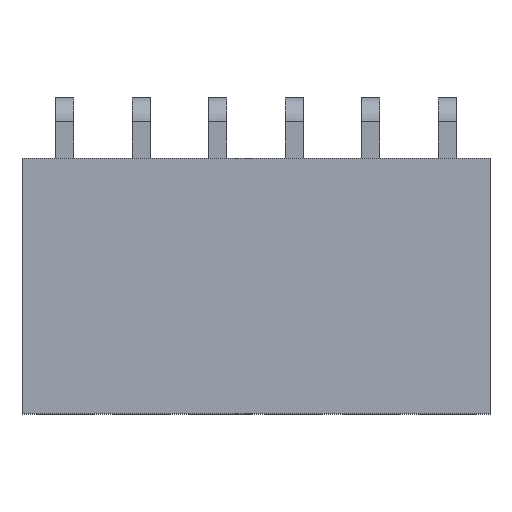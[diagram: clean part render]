
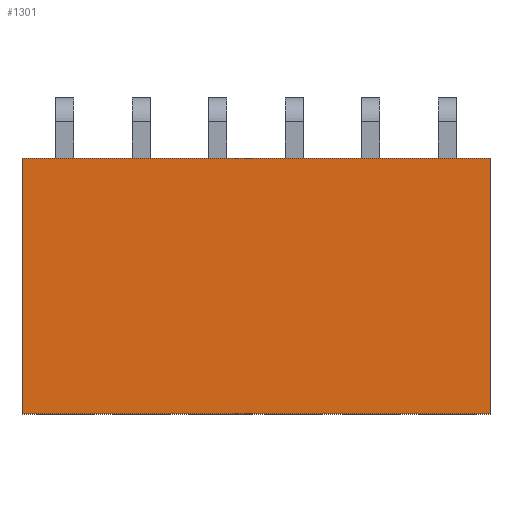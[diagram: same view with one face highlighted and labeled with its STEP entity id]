
A CAD part, top view. The second image highlights one B-rep face of the part: STEP entity #1301.
In plain terms, the highlighted planar face has unit normal (0, 0, 1).
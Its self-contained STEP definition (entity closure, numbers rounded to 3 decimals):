
#1301=ADVANCED_FACE('',(#2495),#2497,.T.);
#2495=FACE_BOUND('',#2496,.T.);
#2496=EDGE_LOOP('',(#3478,#3479,#3480,#3481));
#2497=PLANE('',#2498);
#2498=AXIS2_PLACEMENT_3D('',#2499,#2500,#2501);
#2499=CARTESIAN_POINT('',(14.12,-10.3,2.5));
#2500=DIRECTION('',(0.,-0.,1.));
#2501=DIRECTION('',(0.,1.,0.));
#3478=ORIENTED_EDGE('',*,*,#4003,.T.);
#3479=ORIENTED_EDGE('',*,*,#4035,.T.);
#3480=ORIENTED_EDGE('',*,*,#4033,.F.);
#3481=ORIENTED_EDGE('',*,*,#4053,.F.);
#4003=EDGE_CURVE('',#4654,#4652,#4655,.T.);
#4033=EDGE_CURVE('',#4704,#4706,#4707,.T.);
#4035=EDGE_CURVE('',#4652,#4706,#4709,.T.);
#4053=EDGE_CURVE('',#4654,#4704,#4729,.T.);
#4652=VERTEX_POINT('',#5978);
#4654=VERTEX_POINT('',#5982);
#4655=LINE('',#5983,#5984);
#4704=VERTEX_POINT('',#6090);
#4706=VERTEX_POINT('',#6094);
#4707=LINE('',#6095,#6096);
#4709=LINE('',#6101,#6102);
#4729=LINE('',#6157,#6158);
#5978=CARTESIAN_POINT('',(14.12,-1.8,2.5));
#5982=CARTESIAN_POINT('',(14.12,-10.3,2.5));
#5983=CARTESIAN_POINT('',(14.12,-10.3,2.5));
#5984=VECTOR('',#5985,1.);
#5985=DIRECTION('',(0.,1.,0.));
#6090=CARTESIAN_POINT('',(-1.42,-10.3,2.5));
#6094=CARTESIAN_POINT('',(-1.42,-1.8,2.5));
#6095=CARTESIAN_POINT('',(-1.42,-10.3,2.5));
#6096=VECTOR('',#6097,1.);
#6097=DIRECTION('',(0.,1.,0.));
#6101=CARTESIAN_POINT('',(14.12,-1.8,2.5));
#6102=VECTOR('',#6103,1.);
#6103=DIRECTION('',(-1.,0.,0.));
#6157=CARTESIAN_POINT('',(14.12,-10.3,2.5));
#6158=VECTOR('',#6159,1.);
#6159=DIRECTION('',(-1.,0.,0.));
